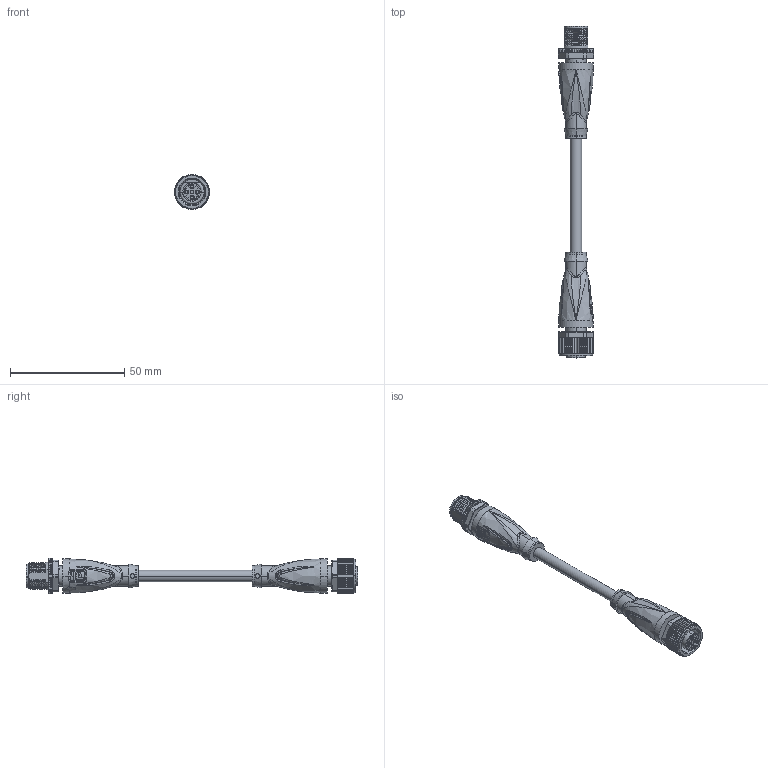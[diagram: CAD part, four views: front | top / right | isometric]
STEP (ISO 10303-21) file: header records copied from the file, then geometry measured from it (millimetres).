
FILE_DESCRIPTION(('STEP AP214'),'1');
FILE_NAME('cctmp_83BEDA77-E8F6-43E2-A94E-FFBD663EF7E7_2022_04_27_10_47_02_0733..stp','2022-04-27T08:47:11',('KiM GmbH'),('CADClick - www.CADClick.com'),'Spatial InterOp 3D postprocessed',' ','unknown authorization');
FILE_SCHEMA(('AUTOMOTIVE_DESIGN'));
Length unit declared in the file: millimetre
Products named in the file (10): Connection2; Connection2_2; Connection2_1; T197828_1; Cable; Connection1; Connection1_3; Connection1_2; Connection1_1; T197828
Assembly tree (9 placements, depth 4):
  T197828
    T197828_1
      Connection2
        Connection2_2
        Connection2_1
      Cable
      Connection1
        Connection1_3
        Connection1_2
        Connection1_1
Bounding box: 15.4 x 145.5 x 15.37 mm (x, y, z)
Volume: 12530.6 mm3; surface area: 9504.8 mm2
Topology: 8 solids, 28 shells, 2228 faces, 5806 edges, 3658 vertices
Faces by surface type: plane 990, cylinder 506, torus 328, bspline 254, cone 134, sphere 12, extrusion 4
Entity records: 105477 total; most frequent: CARTESIAN_POINT 45514, ORIENTED_EDGE 11492, DIRECTION 10562, EDGE_CURVE 5768, AXIS2_PLACEMENT_3D 3846, VERTEX_POINT 3658, VECTOR 2870, LINE 2866
